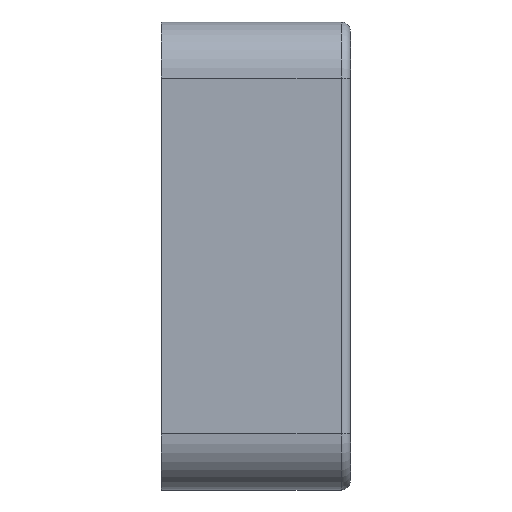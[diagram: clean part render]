
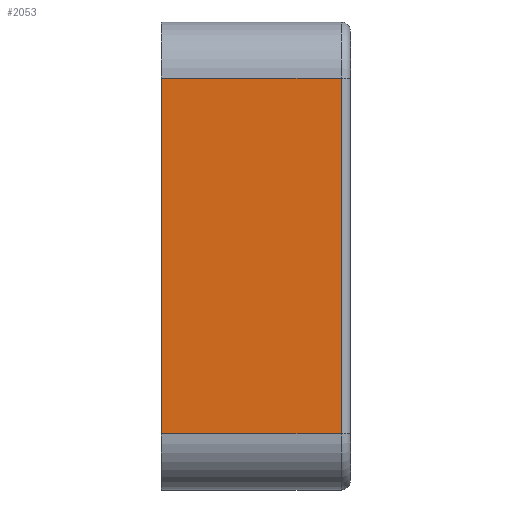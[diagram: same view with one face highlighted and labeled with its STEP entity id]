
A CAD part, left-side view. The second image highlights one B-rep face of the part: STEP entity #2053.
In plain terms, the highlighted planar face has unit normal (-1, 0, 0).
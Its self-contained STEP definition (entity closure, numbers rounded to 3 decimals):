
#926=DIRECTION('',(0.,0.,-1.));
#927=VECTOR('',#926,19.);
#928=CARTESIAN_POINT('',(-25.,10.1,9.5));
#929=LINE('',#928,#927);
#1090=DIRECTION('',(0.,0.,1.));
#1091=VECTOR('',#1090,19.);
#1092=CARTESIAN_POINT('',(-25.,0.5,-9.5));
#1093=LINE('',#1092,#1091);
#1142=DIRECTION('',(0.,-1.,0.));
#1143=VECTOR('',#1142,9.6);
#1144=CARTESIAN_POINT('',(-25.,10.1,-9.5));
#1145=LINE('',#1144,#1143);
#1149=DIRECTION('',(0.,1.,0.));
#1150=VECTOR('',#1149,9.6);
#1151=CARTESIAN_POINT('',(-25.,0.5,9.5));
#1152=LINE('',#1151,#1150);
#1417=CARTESIAN_POINT('',(-25.,10.1,9.5));
#1418=VERTEX_POINT('',#1417);
#1419=CARTESIAN_POINT('',(-25.,10.1,-9.5));
#1420=VERTEX_POINT('',#1419);
#1433=CARTESIAN_POINT('',(-25.,0.5,9.5));
#1434=VERTEX_POINT('',#1433);
#1435=CARTESIAN_POINT('',(-25.,0.5,-9.5));
#1436=VERTEX_POINT('',#1435);
#2041=CARTESIAN_POINT('',(-25.,0.,-12.5));
#2042=DIRECTION('',(-1.,0.,0.));
#2043=DIRECTION('',(0.,0.,1.));
#2044=AXIS2_PLACEMENT_3D('',#2041,#2042,#2043);
#2045=PLANE('',#2044);
#2046=ORIENTED_EDGE('',*,*,#1982,.F.);
#2047=ORIENTED_EDGE('',*,*,#2036,.F.);
#2048=ORIENTED_EDGE('',*,*,#1831,.F.);
#2050=ORIENTED_EDGE('',*,*,#2049,.F.);
#2051=EDGE_LOOP('',(#2046,#2047,#2048,#2050));
#2052=FACE_OUTER_BOUND('',#2051,.F.);
#2053=ADVANCED_FACE('',(#2052),#2045,.T.);
#1831=EDGE_CURVE('',#1418,#1420,#929,.T.);
#1982=EDGE_CURVE('',#1436,#1434,#1093,.T.);
#2036=EDGE_CURVE('',#1420,#1436,#1145,.T.);
#2049=EDGE_CURVE('',#1434,#1418,#1152,.T.);
